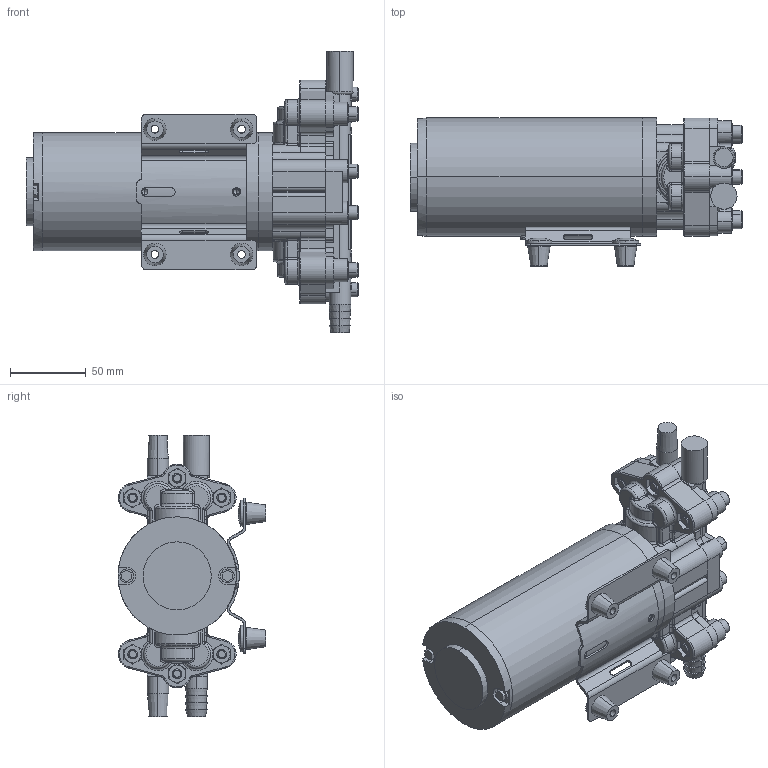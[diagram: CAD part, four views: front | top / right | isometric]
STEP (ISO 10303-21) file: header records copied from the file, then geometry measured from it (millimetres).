
FILE_DESCRIPTION (( 'STEP AP203' ), '1' );
FILE_NAME ('114T-M8285.STEP', '2020-05-11T14:27:47', ( '' ), ( '' ), 'SwSTEP 2.0', 'SolidWorks 2018', '' );
FILE_SCHEMA (( 'CONFIG_CONTROL_DESIGN' ));
Length unit declared in the file: inch
Products named in the file (1): 114T-M8285
Bounding box: 218.99 x 97.56 x 185.67 mm (x, y, z)
Volume: 1064631.6 mm3; surface area: 218638.4 mm2
Topology: 36 solids, 36 shells, 3990 faces, 10409 edges, 6780 vertices
Faces by surface type: plane 2209, bspline 976, cylinder 514, cone 152, torus 113, sphere 26
Entity records: 173358 total; most frequent: CARTESIAN_POINT 81550, ORIENTED_EDGE 20742, DIRECTION 15547, EDGE_CURVE 10371, VERTEX_POINT 6780, LINE 6621, VECTOR 6621, AXIS2_PLACEMENT_3D 4463
